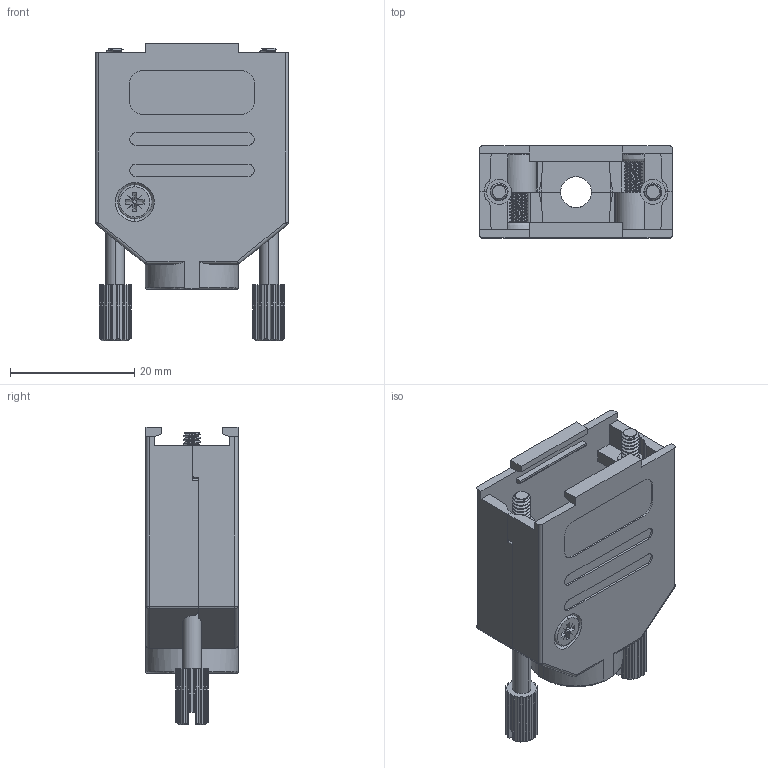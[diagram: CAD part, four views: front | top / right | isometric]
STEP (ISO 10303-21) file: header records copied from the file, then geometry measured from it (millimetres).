
FILE_DESCRIPTION (( 'STEP AP214' ), '1' );
FILE_NAME ('6688-9560.STEP', '2023-01-30T14:45:26', ( '' ), ( '' ), 'SwSTEP 2.0', 'SolidWorks 2021', '' );
FILE_SCHEMA (( 'AUTOMOTIVE_DESIGN' ));
Length unit declared in the file: millimetre
Products named in the file (5): 6522-0121-05 (5mm); 6688-9560; 6826-0141-02; 6855-0117-02; 6805-0105-01
Assembly tree (8 placements, depth 2):
  6688-9560
    6805-0105-01  x2
    6522-0121-05 (5mm)  x2
    6826-0141-02  x2
    6855-0117-02  x2
Bounding box: 31 x 14.8 x 47.8 mm (x, y, z)
Volume: 7063.2 mm3; surface area: 10996 mm2
Topology: 8 solids, 8 shells, 870 faces, 2410 edges, 1576 vertices
Faces by surface type: plane 432, cylinder 352, bspline 36, cone 32, torus 14, sphere 4
Entity records: 19437 total; most frequent: CARTESIAN_POINT 8792, ORIENTED_EDGE 2402, DIRECTION 1955, EDGE_CURVE 1201, VERTEX_POINT 788, LINE 687, VECTOR 687, AXIS2_PLACEMENT_3D 634
